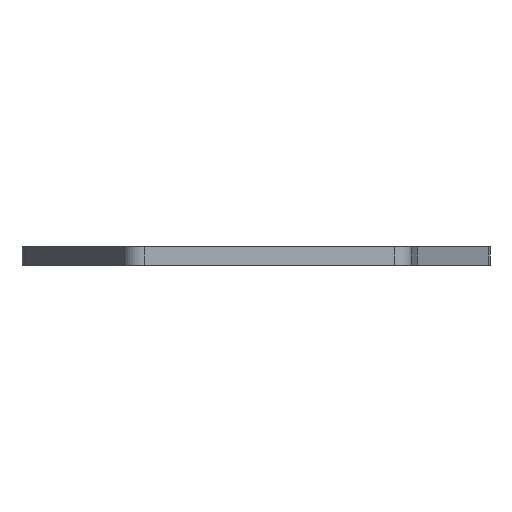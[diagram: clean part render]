
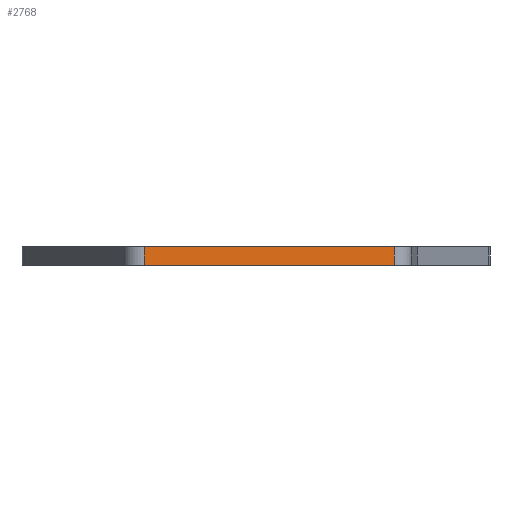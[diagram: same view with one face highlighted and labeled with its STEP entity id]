
A CAD part, left-side view. The second image highlights one B-rep face of the part: STEP entity #2768.
In plain terms, the highlighted planar face has unit normal (-0.99, -0.139, 0).
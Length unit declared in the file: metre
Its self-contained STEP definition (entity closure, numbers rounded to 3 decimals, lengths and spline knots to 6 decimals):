
#407=ORIENTED_EDGE('',*,*,#1126,.F.);
#408=ORIENTED_EDGE('',*,*,#1127,.F.);
#409=ORIENTED_EDGE('',*,*,#1128,.T.);
#410=ORIENTED_EDGE('',*,*,#1124,.T.);
#1124=EDGE_CURVE('',#1481,#1480,#1724,.T.);
#1126=EDGE_CURVE('',#1482,#1480,#1725,.T.);
#1127=EDGE_CURVE('',#1483,#1482,#1726,.T.);
#1128=EDGE_CURVE('',#1483,#1481,#1727,.T.);
#1480=VERTEX_POINT('',#4418);
#1481=VERTEX_POINT('',#4420);
#1482=VERTEX_POINT('',#4424);
#1483=VERTEX_POINT('',#4426);
#1724=LINE('',#4419,#1995);
#1725=LINE('',#4423,#1996);
#1726=LINE('',#4425,#1997);
#1727=LINE('',#4427,#1998);
#1995=VECTOR('',#3502,1.);
#1996=VECTOR('',#3507,1.);
#1997=VECTOR('',#3508,1.);
#1998=VECTOR('',#3509,1.);
#2197=EDGE_LOOP('',(#407,#408,#409,#410));
#2442=FACE_BOUND('',#2197,.T.);
#2641=PLANE('',#3011);
#2768=ADVANCED_FACE('',(#2442),#2641,.T.);
#3011=AXIS2_PLACEMENT_3D('',#4422,#3505,#3506);
#3502=DIRECTION('',(0.,0.,-1.));
#3505=DIRECTION('',(-0.99,-0.139,0.));
#3506=DIRECTION('',(0.139,-0.99,0.));
#3507=DIRECTION('',(-0.139,0.99,0.));
#3508=DIRECTION('',(0.,0.,-1.));
#3509=DIRECTION('',(-0.139,0.99,0.));
#4418=CARTESIAN_POINT('',(-0.019673,0.041539,-0.00009));
#4419=CARTESIAN_POINT('',(-0.019673,0.041539,0.00391));
#4420=CARTESIAN_POINT('',(-0.019673,0.041539,0.00391));
#4422=CARTESIAN_POINT('',(-0.015928,0.014893,0.00391));
#4423=CARTESIAN_POINT('',(-0.015928,0.014893,-0.00009));
#4424=CARTESIAN_POINT('',(-0.012183,-0.011754,-0.00009));
#4425=CARTESIAN_POINT('',(-0.012183,-0.011754,0.00391));
#4426=CARTESIAN_POINT('',(-0.012183,-0.011754,0.00391));
#4427=CARTESIAN_POINT('',(-0.015928,0.014893,0.00391));
